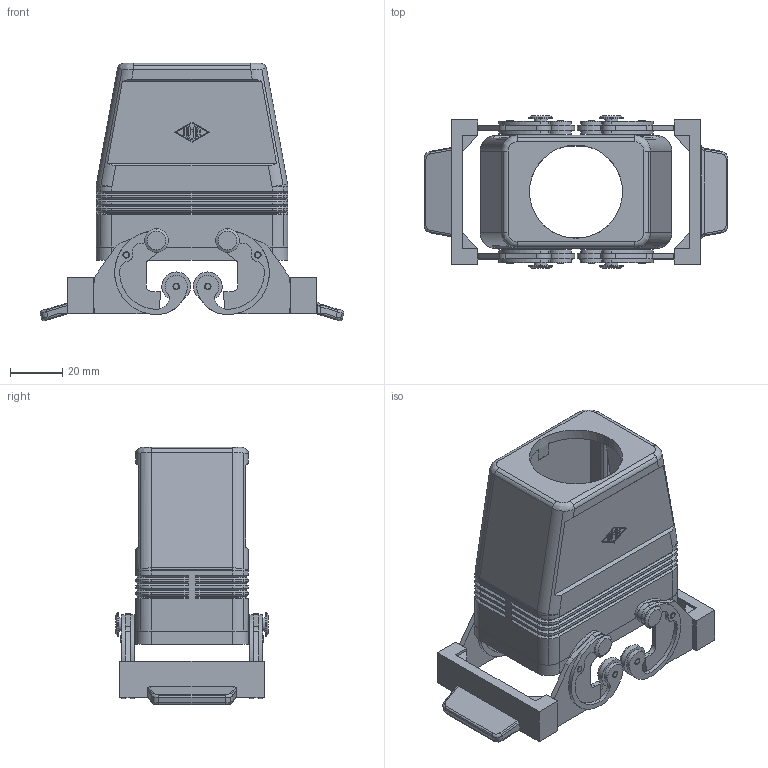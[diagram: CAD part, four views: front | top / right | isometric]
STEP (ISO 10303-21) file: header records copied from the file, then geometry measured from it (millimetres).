
FILE_DESCRIPTION((''),'2;1');
FILE_NAME('CMAV 03 G29.stp','2006-12-21T11:12:43',('gembarski'),(''),'Autodesk Inventor 7','Autodesk Inventor 7','');
FILE_SCHEMA(('AUTOMOTIVE_DESIGN { 1 0 10303 214 1 1 1 1 }'));
Length unit declared in the file: millimetre
Products named in the file (1): CAV Tüllengehäuse 2 Bügel für einen Einsatz
Bounding box: 115.79 x 58 x 98.08 mm (x, y, z)
Volume: 84543 mm3; surface area: 49680.1 mm2
Topology: 1 solids, 5 shells, 835 faces, 2138 edges, 1334 vertices
Faces by surface type: bspline 267, plane 258, cylinder 222, cone 68, torus 16, sphere 4
Entity records: 28355 total; most frequent: CARTESIAN_POINT 8259, ORIENTED_EDGE 4256, DIRECTION 4198, EDGE_CURVE 2128, AXIS2_PLACEMENT_3D 1503, VERTEX_POINT 1334, VECTOR 1192, LINE 1192
